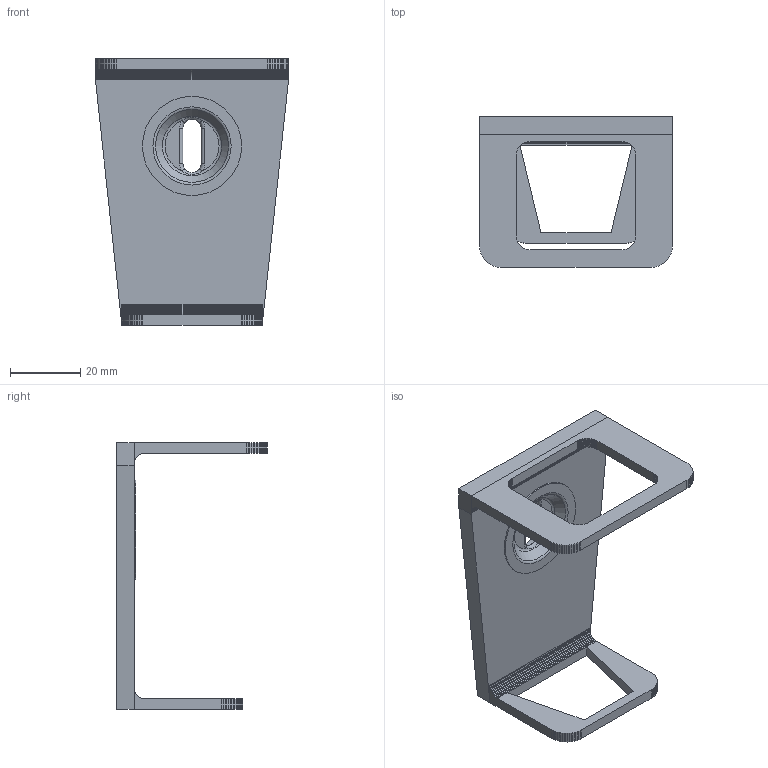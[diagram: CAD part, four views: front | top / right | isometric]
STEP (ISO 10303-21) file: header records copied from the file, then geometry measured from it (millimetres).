
FILE_DESCRIPTION(('FreeCAD Model'),'2;1');
FILE_NAME('Open CASCADE Shape Model','2025-07-05T18:13:57',(''),(''), 'Open CASCADE STEP processor 7.8','FreeCAD','Unknown');
FILE_SCHEMA(('AUTOMOTIVE_DESIGN { 1 0 10303 214 1 1 1 1 }'));
Length unit declared in the file: millimetre
Products named in the file (3): Unnamed; 01_Mount v2_001; Clip Seat 2.step_Attached Part_001
Assembly tree (2 placements, depth 2):
  Unnamed
    01_Mount v2_001
    Clip Seat 2.step_Attached Part_001
Bounding box: 55 x 43 x 76 mm (x, y, z)
Volume: 22525.4 mm3; surface area: 13648.8 mm2
Topology: 2 solids, 2 shells, 280 faces, 697 edges, 419 vertices
Faces by surface type: plane 265, cylinder 6, torus 6, bspline 2, cone 1
Full cylindrical faces by diameter (mm): 28.28 x1, 28.284 x1
Entity records: 8155 total; most frequent: CARTESIAN_POINT 1494, ORIENTED_EDGE 1394, DIRECTION 1283, EDGE_CURVE 697, LINE 663, VECTOR 663, VERTEX_POINT 419, AXIS2_PLACEMENT_3D 310
